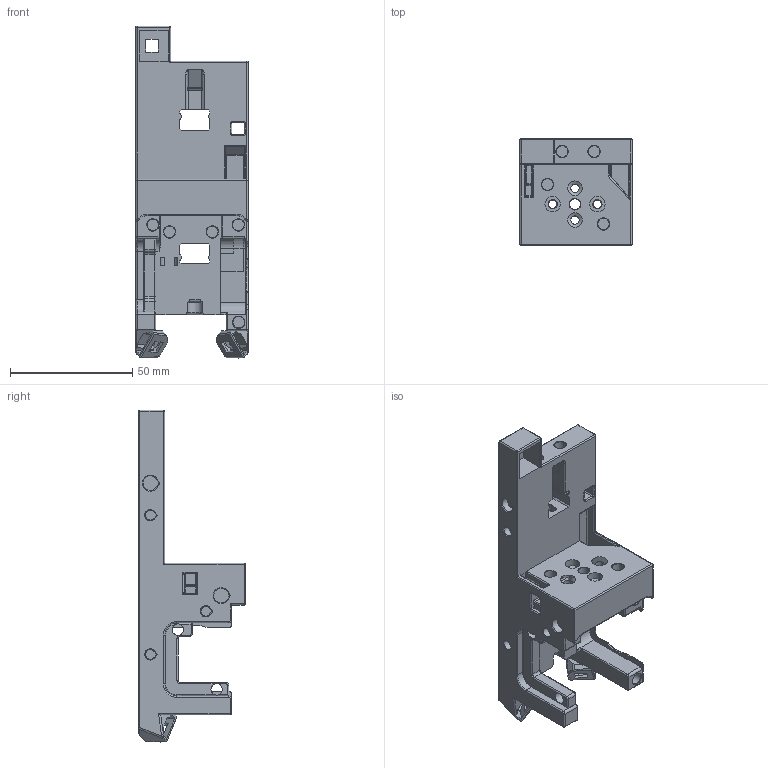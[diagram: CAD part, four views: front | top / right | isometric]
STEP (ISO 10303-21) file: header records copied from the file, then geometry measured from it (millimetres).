
FILE_DESCRIPTION(/* description */ (''),/* implementation_level */ '2;1');
FILE_NAME(/* name */ 'toolhead.step',/* time_stamp */ '2024-05-15T21:31:53+08:00',/* author */ (''),/* organization */ (''),/* preprocessor_version */ 'ST-DEVELOPER v20',/* originating_system */ 'Autodesk Translation Framework v12.20.1.177',/* authorisation */ '');
FILE_SCHEMA (('AUTOMOTIVE_DESIGN { 1 0 10303 214 3 1 1 }'));
Length unit declared in the file: millimetre
Products named in the file (1): toolhead
Bounding box: 46 x 43.83 x 135.98 mm (x, y, z)
Volume: 76504.6 mm3; surface area: 28342.7 mm2
Topology: 1 solids, 1 shells, 667 faces, 1682 edges, 1011 vertices
Faces by surface type: plane 306, cylinder 229, bspline 50, torus 34, cone 30, sphere 18
Full cylindrical faces by diameter (mm): 2 x1, 3.4 x6, 3.6 x1, 4.4 x1, 4.7 x13, 6 x2, 6.5 x2, 6.7 x3
Entity records: 21722 total; most frequent: CARTESIAN_POINT 5595, DIRECTION 3408, ORIENTED_EDGE 3334, EDGE_CURVE 1667, AXIS2_PLACEMENT_3D 1193, LINE 1022, VECTOR 1022, VERTEX_POINT 1011
